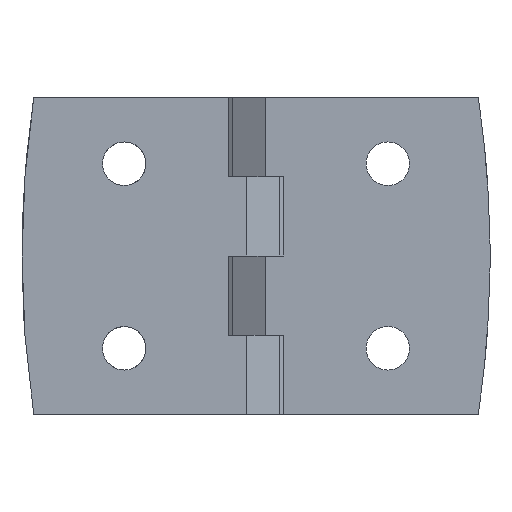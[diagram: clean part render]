
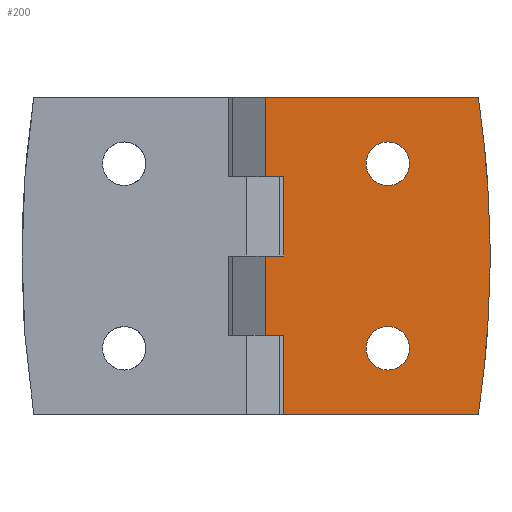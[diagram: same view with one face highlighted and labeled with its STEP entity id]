
A CAD part, front view. The second image highlights one B-rep face of the part: STEP entity #200.
In plain terms, the highlighted planar face has unit normal (0, -1, 0).
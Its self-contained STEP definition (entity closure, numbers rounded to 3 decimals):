
#200 = ADVANCED_FACE( '', ( #387, #388, #389 ), #390, .F. );
#387 = FACE_BOUND( '', #577, .T. );
#388 = FACE_BOUND( '', #578, .T. );
#389 = FACE_OUTER_BOUND( '', #579, .T. );
#390 = PLANE( '', #580 );
#577 = EDGE_LOOP( '', ( #914 ) );
#578 = EDGE_LOOP( '', ( #915 ) );
#579 = EDGE_LOOP( '', ( #916, #917, #918, #919, #920, #921, #922, #923, #924, #925, #926, #927 ) );
#580 = AXIS2_PLACEMENT_3D( '', #928, #929, #930 );
#914 = ORIENTED_EDGE( '', *, *, #1078, .T. );
#915 = ORIENTED_EDGE( '', *, *, #1124, .T. );
#916 = ORIENTED_EDGE( '', *, *, #1170, .T. );
#917 = ORIENTED_EDGE( '', *, *, #1075, .T. );
#918 = ORIENTED_EDGE( '', *, *, #1193, .T. );
#919 = ORIENTED_EDGE( '', *, *, #1194, .T. );
#920 = ORIENTED_EDGE( '', *, *, #1156, .F. );
#921 = ORIENTED_EDGE( '', *, *, #1186, .T. );
#922 = ORIENTED_EDGE( '', *, *, #1195, .F. );
#923 = ORIENTED_EDGE( '', *, *, #1064, .T. );
#924 = ORIENTED_EDGE( '', *, *, #1108, .T. );
#925 = ORIENTED_EDGE( '', *, *, #1188, .F. );
#926 = ORIENTED_EDGE( '', *, *, #1135, .F. );
#927 = ORIENTED_EDGE( '', *, *, #1196, .T. );
#928 = CARTESIAN_POINT( '', ( 1.4, -9., 24. ) );
#929 = DIRECTION( '', ( 0., 1., 0. ) );
#930 = DIRECTION( '', ( 0., 0., 1. ) );
#1064 = EDGE_CURVE( '', #1228, #1226, #1229, .T. );
#1075 = EDGE_CURVE( '', #1241, #1246, #1248, .T. );
#1078 = EDGE_CURVE( '', #1252, #1252, #1253, .T. );
#1108 = EDGE_CURVE( '', #1226, #1301, #1303, .T. );
#1124 = EDGE_CURVE( '', #1329, #1329, #1330, .T. );
#1135 = EDGE_CURVE( '', #1345, #1346, #1347, .T. );
#1156 = EDGE_CURVE( '', #1379, #1380, #1381, .T. );
#1170 = EDGE_CURVE( '', #1396, #1241, #1401, .T. );
#1186 = EDGE_CURVE( '', #1379, #1420, #1422, .F. );
#1188 = EDGE_CURVE( '', #1346, #1301, #1424, .T. );
#1193 = EDGE_CURVE( '', #1246, #1429, #1430, .T. );
#1194 = EDGE_CURVE( '', #1429, #1380, #1431, .F. );
#1195 = EDGE_CURVE( '', #1228, #1420, #1432, .T. );
#1196 = EDGE_CURVE( '', #1345, #1396, #1433, .T. );
#1226 = VERTEX_POINT( '', #1470 );
#1228 = VERTEX_POINT( '', #1473 );
#1229 = LINE( '', #1474, #1475 );
#1241 = VERTEX_POINT( '', #1492 );
#1246 = VERTEX_POINT( '', #1499 );
#1248 = LINE( '', #1502, #1503 );
#1252 = VERTEX_POINT( '', #1507 );
#1253 = CIRCLE( '', #1508, 3.3 );
#1301 = VERTEX_POINT( '', #1566 );
#1303 = LINE( '', #1569, #1570 );
#1329 = VERTEX_POINT( '', #1598 );
#1330 = CIRCLE( '', #1599, 3.3 );
#1345 = VERTEX_POINT( '', #1619 );
#1346 = VERTEX_POINT( '', #1620 );
#1347 = LINE( '', #1621, #1622 );
#1379 = VERTEX_POINT( '', #1747 );
#1380 = VERTEX_POINT( '', #1748 );
#1381 = LINE( '', #1749, #1750 );
#1396 = VERTEX_POINT( '', #1770 );
#1401 = LINE( '', #1776, #1777 );
#1420 = VERTEX_POINT( '', #1804 );
#1422 = CIRCLE( '', #1807, 163.155 );
#1424 = LINE( '', #1809, #1810 );
#1429 = VERTEX_POINT( '', #1817 );
#1430 = LINE( '', #1818, #1819 );
#1431 = CIRCLE( '', #1820, 163.155 );
#1432 = LINE( '', #1821, #1822 );
#1433 = LINE( '', #1823, #1824 );
#1470 = CARTESIAN_POINT( '', ( 1.4, -9., 12. ) );
#1473 = CARTESIAN_POINT( '', ( 1.4, -9., 24. ) );
#1474 = CARTESIAN_POINT( '', ( 1.4, -9., 24. ) );
#1475 = VECTOR( '', #2112, 1000. );
#1492 = CARTESIAN_POINT( '', ( 4.2, -9., -12. ) );
#1499 = CARTESIAN_POINT( '', ( 4.2, -9., -24. ) );
#1502 = CARTESIAN_POINT( '', ( 4.2, -9., 24. ) );
#1503 = VECTOR( '', #2121, 1000. );
#1507 = CARTESIAN_POINT( '', ( 20., -9., -10.7 ) );
#1508 = AXIS2_PLACEMENT_3D( '', #2125, #2126, #2127 );
#1566 = CARTESIAN_POINT( '', ( 4.2, -9., 12. ) );
#1569 = CARTESIAN_POINT( '', ( 1.4, -9., 12. ) );
#1570 = VECTOR( '', #2172, 1000. );
#1598 = CARTESIAN_POINT( '', ( 20., -9., 17.3 ) );
#1599 = AXIS2_PLACEMENT_3D( '', #2202, #2203, #2204 );
#1619 = CARTESIAN_POINT( '', ( 1.4, -9., 0. ) );
#1620 = CARTESIAN_POINT( '', ( 4.2, -9., 0. ) );
#1621 = CARTESIAN_POINT( '', ( 1.4, -9., 0. ) );
#1622 = VECTOR( '', #2216, 1000. );
#1747 = CARTESIAN_POINT( '', ( 35.49, -9., 1.806 ) );
#1748 = CARTESIAN_POINT( '', ( 35.49, -9., -1.806 ) );
#1749 = CARTESIAN_POINT( '', ( 35.49, -9., 24. ) );
#1750 = VECTOR( '', #2246, 1000. );
#1770 = CARTESIAN_POINT( '', ( 1.4, -9., -12. ) );
#1776 = CARTESIAN_POINT( '', ( 1.4, -9., -12. ) );
#1777 = VECTOR( '', #2265, 1000. );
#1804 = CARTESIAN_POINT( '', ( 33.725, -9., 24. ) );
#1807 = AXIS2_PLACEMENT_3D( '', #2281, #2282, #2283 );
#1809 = CARTESIAN_POINT( '', ( 4.2, -9., 24. ) );
#1810 = VECTOR( '', #2284, 1000. );
#1817 = CARTESIAN_POINT( '', ( 33.725, -9., -24. ) );
#1818 = CARTESIAN_POINT( '', ( 1.4, -9., -24. ) );
#1819 = VECTOR( '', #2287, 1000. );
#1820 = AXIS2_PLACEMENT_3D( '', #2288, #2289, #2290 );
#1821 = CARTESIAN_POINT( '', ( 1.4, -9., 24. ) );
#1822 = VECTOR( '', #2291, 1000. );
#1823 = CARTESIAN_POINT( '', ( 1.4, -9., 24. ) );
#1824 = VECTOR( '', #2292, 1000. );
#2112 = DIRECTION( '', ( 0., 0., -1. ) );
#2121 = DIRECTION( '', ( 0., 0., -1. ) );
#2125 = CARTESIAN_POINT( '', ( 20., -9., -14. ) );
#2126 = DIRECTION( '', ( 0., 1., 0. ) );
#2127 = DIRECTION( '', ( 0., 0., 1. ) );
#2172 = DIRECTION( '', ( 1., 0., 0. ) );
#2202 = CARTESIAN_POINT( '', ( 20., -9., 14. ) );
#2203 = DIRECTION( '', ( 0., 1., 0. ) );
#2204 = DIRECTION( '', ( 0., 0., 1. ) );
#2216 = DIRECTION( '', ( 1., 0., 0. ) );
#2246 = DIRECTION( '', ( 0., 0., -1. ) );
#2265 = DIRECTION( '', ( 1., 0., 0. ) );
#2281 = CARTESIAN_POINT( '', ( -127.655, -9., 0. ) );
#2282 = DIRECTION( '', ( 0., 1., 0. ) );
#2283 = DIRECTION( '', ( 0., 0., 1. ) );
#2284 = DIRECTION( '', ( 0., 0., 1. ) );
#2287 = DIRECTION( '', ( 1., 0., 0. ) );
#2288 = CARTESIAN_POINT( '', ( -127.655, -9., 0. ) );
#2289 = DIRECTION( '', ( 0., 1., 0. ) );
#2290 = DIRECTION( '', ( 0., 0., 1. ) );
#2291 = DIRECTION( '', ( 1., 0., 0. ) );
#2292 = DIRECTION( '', ( 0., 0., -1. ) );
